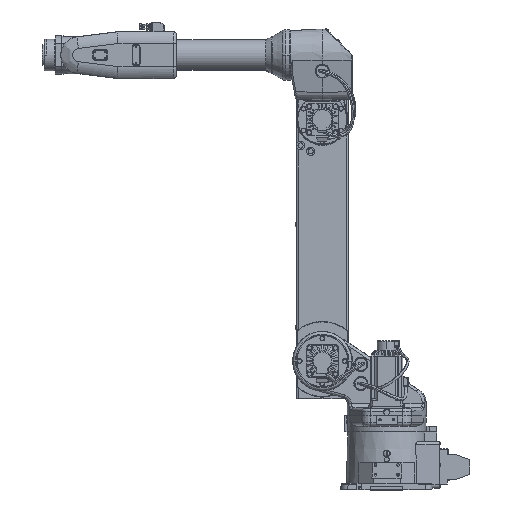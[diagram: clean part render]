
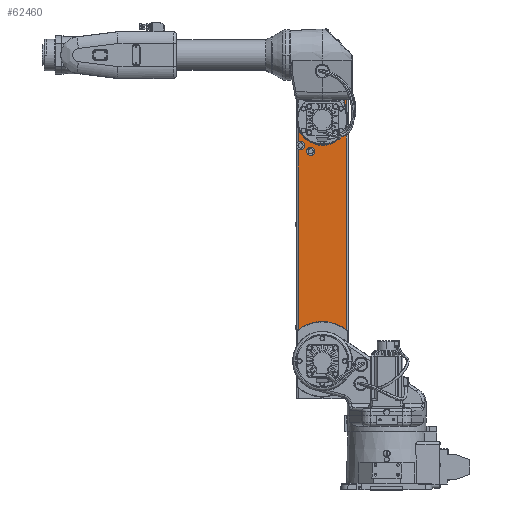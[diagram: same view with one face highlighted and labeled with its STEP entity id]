
A CAD part, top view. The second image highlights one B-rep face of the part: STEP entity #62460.
In plain terms, the highlighted planar face has unit normal (0, 0, 1).
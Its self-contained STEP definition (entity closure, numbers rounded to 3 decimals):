
#56752=DIRECTION('',(0.,-1.,0.));
#56753=VECTOR('',#56752,3.2);
#56754=CARTESIAN_POINT('',(-75.,833.2,-93.5));
#56755=LINE('',#56754,#56753);
#56794=CARTESIAN_POINT('',(-67.493,669.565,-93.5));
#56795=DIRECTION('',(0.,0.,1.));
#56796=DIRECTION('',(-0.577,-0.816,0.));
#56797=AXIS2_PLACEMENT_3D('',#56794,#56795,#56796);
#56799=CARTESIAN_POINT('',(-67.493,669.565,-93.5));
#56800=DIRECTION('',(0.,0.,1.));
#56801=DIRECTION('',(1.,0.,0.));
#56802=AXIS2_PLACEMENT_3D('',#56799,#56800,#56801);
#56804=DIRECTION('',(0.,1.,0.));
#56805=VECTOR('',#56804,149.821);
#56806=CARTESIAN_POINT('',(-75.,680.179,-93.5));
#56807=LINE('',#56806,#56805);
#56808=DIRECTION('',(1.,0.,0.));
#56809=VECTOR('',#56808,70.5);
#56810=CARTESIAN_POINT('',(-75.,833.2,-93.5));
#56811=LINE('',#56810,#56809);
#56812=DIRECTION('',(0.,-1.,0.));
#56813=VECTOR('',#56812,3.2);
#56814=CARTESIAN_POINT('',(-4.5,833.2,-93.5));
#56815=LINE('',#56814,#56813);
#56816=DIRECTION('',(1.,0.,0.));
#56817=VECTOR('',#56816,9.);
#56818=CARTESIAN_POINT('',(-4.5,830.,-93.5));
#56819=LINE('',#56818,#56817);
#56820=DIRECTION('',(1.,0.,0.));
#56821=VECTOR('',#56820,70.5);
#56822=CARTESIAN_POINT('',(4.5,833.2,-93.5));
#56823=LINE('',#56822,#56821);
#56824=DIRECTION('',(0.,-1.,0.));
#56825=VECTOR('',#56824,732.512);
#56826=CARTESIAN_POINT('',(75.,830.,-93.5));
#56827=LINE('',#56826,#56825);
#56828=CARTESIAN_POINT('',(0.,0.,-93.5));
#56829=DIRECTION('',(0.,0.,1.));
#56830=DIRECTION('',(0.61,0.793,0.));
#56831=AXIS2_PLACEMENT_3D('',#56828,#56829,#56830);
#56833=DIRECTION('',(0.,1.,0.));
#56834=VECTOR('',#56833,561.464);
#56835=CARTESIAN_POINT('',(-75.,97.488,-93.5));
#56836=LINE('',#56835,#56834);
#56851=CARTESIAN_POINT('',(-35.912,651.332,-93.5));
#56852=DIRECTION('',(0.,0.,1.));
#56853=DIRECTION('',(-1.,0.,0.));
#56854=AXIS2_PLACEMENT_3D('',#56851,#56852,#56853);
#56856=CARTESIAN_POINT('',(-35.912,651.332,-93.5));
#56857=DIRECTION('',(0.,0.,1.));
#56858=DIRECTION('',(1.,0.,0.));
#56859=AXIS2_PLACEMENT_3D('',#56856,#56857,#56858);
#57061=DIRECTION('',(0.,-1.,0.));
#57062=VECTOR('',#57061,3.2);
#57063=CARTESIAN_POINT('',(4.5,833.2,-93.5));
#57064=LINE('',#57063,#57062);
#57365=DIRECTION('',(0.,1.,0.));
#57366=VECTOR('',#57365,3.2);
#57367=CARTESIAN_POINT('',(75.,830.,-93.5));
#57368=LINE('',#57367,#57366);
#59802=CARTESIAN_POINT('',(75.,97.488,-93.5));
#59803=CARTESIAN_POINT('',(-75.,97.488,-93.5));
#59804=VERTEX_POINT('',#59802);
#59805=VERTEX_POINT('',#59803);
#59812=CARTESIAN_POINT('',(-4.5,833.2,-93.5));
#59814=VERTEX_POINT('',#59812);
#59815=CARTESIAN_POINT('',(-75.,833.2,-93.5));
#59816=VERTEX_POINT('',#59815);
#59837=CARTESIAN_POINT('',(75.,833.2,-93.5));
#59838=VERTEX_POINT('',#59837);
#59839=CARTESIAN_POINT('',(4.5,833.2,-93.5));
#59840=VERTEX_POINT('',#59839);
#60591=CARTESIAN_POINT('',(-4.5,830.,-93.5));
#60593=VERTEX_POINT('',#60591);
#60595=CARTESIAN_POINT('',(4.5,830.,-93.5));
#60597=VERTEX_POINT('',#60595);
#60697=CARTESIAN_POINT('',(75.,830.,-93.5));
#60698=VERTEX_POINT('',#60697);
#60699=CARTESIAN_POINT('',(-75.,830.,-93.5));
#60700=VERTEX_POINT('',#60699);
#60965=CARTESIAN_POINT('',(-75.,680.179,-93.5));
#60967=VERTEX_POINT('',#60965);
#60970=CARTESIAN_POINT('',(-75.,658.952,-93.5));
#60972=VERTEX_POINT('',#60970);
#60973=CARTESIAN_POINT('',(-54.493,669.565,-93.5));
#60974=VERTEX_POINT('',#60973);
#60987=CARTESIAN_POINT('',(-48.912,651.332,-93.5));
#60988=CARTESIAN_POINT('',(-22.912,651.332,-93.5));
#60989=VERTEX_POINT('',#60987);
#60990=VERTEX_POINT('',#60988);
#62425=CARTESIAN_POINT('',(0.,463.744,-93.5));
#62426=DIRECTION('',(0.,0.,1.));
#62427=DIRECTION('',(1.,0.,0.));
#62428=AXIS2_PLACEMENT_3D('',#62425,#62426,#62427);
#62429=PLANE('',#62428);
#62431=ORIENTED_EDGE('',*,*,#62430,.T.);
#62432=ORIENTED_EDGE('',*,*,#62413,.T.);
#62433=ORIENTED_EDGE('',*,*,#62385,.T.);
#62434=ORIENTED_EDGE('',*,*,#62383,.F.);
#62436=ORIENTED_EDGE('',*,*,#62435,.T.);
#62438=ORIENTED_EDGE('',*,*,#62437,.T.);
#62440=ORIENTED_EDGE('',*,*,#62439,.T.);
#62442=ORIENTED_EDGE('',*,*,#62441,.F.);
#62444=ORIENTED_EDGE('',*,*,#62443,.T.);
#62446=ORIENTED_EDGE('',*,*,#62445,.F.);
#62448=ORIENTED_EDGE('',*,*,#62447,.T.);
#62450=ORIENTED_EDGE('',*,*,#62449,.T.);
#62451=ORIENTED_EDGE('',*,*,#62360,.T.);
#62452=EDGE_LOOP('',(#62431,#62432,#62433,#62434,#62436,#62438,#62440,#62442,
#62444,#62446,#62448,#62450,#62451));
#62453=FACE_OUTER_BOUND('',#62452,.F.);
#62455=ORIENTED_EDGE('',*,*,#62454,.T.);
#62457=ORIENTED_EDGE('',*,*,#62456,.T.);
#62458=EDGE_LOOP('',(#62455,#62457));
#62459=FACE_BOUND('',#62458,.F.);
#62460=ADVANCED_FACE('',(#62453,#62459),#62429,.T.);
#56798=CIRCLE('',#56797,13.);
#56803=CIRCLE('',#56802,13.);
#56832=CIRCLE('',#56831,123.);
#56855=CIRCLE('',#56854,13.);
#56860=CIRCLE('',#56859,13.);
#62360=EDGE_CURVE('',#59805,#60972,#56836,.T.);
#62383=EDGE_CURVE('',#59816,#60700,#56755,.T.);
#62385=EDGE_CURVE('',#60967,#60700,#56807,.T.);
#62413=EDGE_CURVE('',#60974,#60967,#56803,.T.);
#62430=EDGE_CURVE('',#60972,#60974,#56798,.T.);
#62435=EDGE_CURVE('',#59816,#59814,#56811,.T.);
#62437=EDGE_CURVE('',#59814,#60593,#56815,.T.);
#62439=EDGE_CURVE('',#60593,#60597,#56819,.T.);
#62441=EDGE_CURVE('',#59840,#60597,#57064,.T.);
#62443=EDGE_CURVE('',#59840,#59838,#56823,.T.);
#62445=EDGE_CURVE('',#60698,#59838,#57368,.T.);
#62447=EDGE_CURVE('',#60698,#59804,#56827,.T.);
#62449=EDGE_CURVE('',#59804,#59805,#56832,.T.);
#62454=EDGE_CURVE('',#60989,#60990,#56855,.T.);
#62456=EDGE_CURVE('',#60990,#60989,#56860,.T.);
